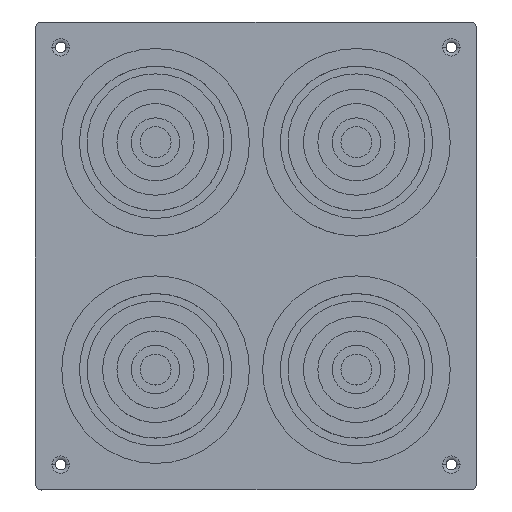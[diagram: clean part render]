
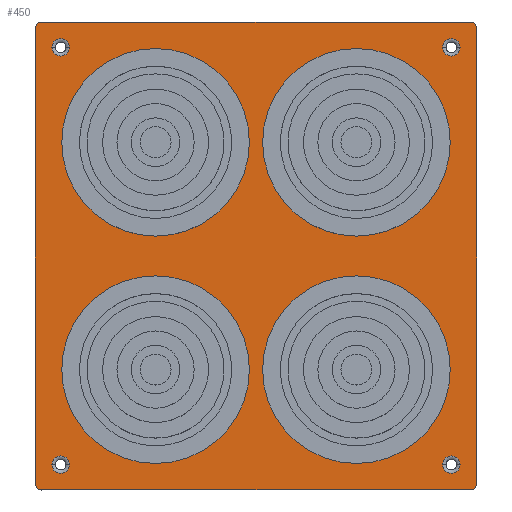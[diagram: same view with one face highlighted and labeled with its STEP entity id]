
A CAD part, top view. The second image highlights one B-rep face of the part: STEP entity #450.
In plain terms, the highlighted planar face has unit normal (0, 0, 1).
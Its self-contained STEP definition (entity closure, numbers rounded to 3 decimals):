
#450=ADVANCED_FACE('',(#987,#988,#989,#990,#991,#992,#993,#994,#995),#996,.F.);
#987=FACE_OUTER_BOUND('',#1708,.T.);
#988=FACE_BOUND('',#1709,.T.);
#989=FACE_BOUND('',#1710,.T.);
#990=FACE_BOUND('',#1711,.T.);
#991=FACE_BOUND('',#1712,.T.);
#992=FACE_BOUND('',#1713,.T.);
#993=FACE_BOUND('',#1714,.T.);
#994=FACE_BOUND('',#1715,.T.);
#995=FACE_BOUND('',#1716,.T.);
#996=PLANE('',#1717);
#1708=EDGE_LOOP('',(#2637,#2638,#2639,#2640,#2641,#2642,#2643,#2644));
#1709=EDGE_LOOP('',(#2645,#2646,#2647));
#1710=EDGE_LOOP('',(#2648,#2649,#2650));
#1711=EDGE_LOOP('',(#2651,#2652,#2653));
#1712=EDGE_LOOP('',(#2654,#2655,#2656));
#1713=EDGE_LOOP('',(#2657,#2658));
#1714=EDGE_LOOP('',(#2659,#2660));
#1715=EDGE_LOOP('',(#2661,#2662));
#1716=EDGE_LOOP('',(#2663,#2664));
#1717=AXIS2_PLACEMENT_3D('',#2665,#2666,#2667);
#2637=ORIENTED_EDGE('',*,*,#4209,.F.);
#2638=ORIENTED_EDGE('',*,*,#4214,.F.);
#2639=ORIENTED_EDGE('',*,*,#4218,.F.);
#2640=ORIENTED_EDGE('',*,*,#4222,.F.);
#2641=ORIENTED_EDGE('',*,*,#4226,.F.);
#2642=ORIENTED_EDGE('',*,*,#4230,.F.);
#2643=ORIENTED_EDGE('',*,*,#4234,.F.);
#2644=ORIENTED_EDGE('',*,*,#4237,.F.);
#2645=ORIENTED_EDGE('',*,*,#4156,.T.);
#2646=ORIENTED_EDGE('',*,*,#4152,.T.);
#2647=ORIENTED_EDGE('',*,*,#4157,.T.);
#2648=ORIENTED_EDGE('',*,*,#4160,.T.);
#2649=ORIENTED_EDGE('',*,*,#4148,.T.);
#2650=ORIENTED_EDGE('',*,*,#4161,.T.);
#2651=ORIENTED_EDGE('',*,*,#4164,.T.);
#2652=ORIENTED_EDGE('',*,*,#4144,.T.);
#2653=ORIENTED_EDGE('',*,*,#4165,.T.);
#2654=ORIENTED_EDGE('',*,*,#4168,.T.);
#2655=ORIENTED_EDGE('',*,*,#4140,.T.);
#2656=ORIENTED_EDGE('',*,*,#4169,.T.);
#2657=ORIENTED_EDGE('',*,*,#4097,.T.);
#2658=ORIENTED_EDGE('',*,*,#4195,.T.);
#2659=ORIENTED_EDGE('',*,*,#4092,.T.);
#2660=ORIENTED_EDGE('',*,*,#4198,.T.);
#2661=ORIENTED_EDGE('',*,*,#4087,.T.);
#2662=ORIENTED_EDGE('',*,*,#4201,.T.);
#2663=ORIENTED_EDGE('',*,*,#4082,.T.);
#2664=ORIENTED_EDGE('',*,*,#4204,.T.);
#2665=CARTESIAN_POINT('',(100.0,106.0,16.5));
#2666=DIRECTION('',(0.0,0.0,-1.0));
#2667=DIRECTION('',(0.0,-1.0,0.0));
#4082=EDGE_CURVE('',#4767,#4771,#4773,.T.);
#4087=EDGE_CURVE('',#4776,#4780,#4782,.T.);
#4092=EDGE_CURVE('',#4785,#4789,#4791,.T.);
#4097=EDGE_CURVE('',#4794,#4798,#4800,.T.);
#4140=EDGE_CURVE('',#4876,#4874,#4877,.T.);
#4144=EDGE_CURVE('',#4882,#4880,#4883,.T.);
#4148=EDGE_CURVE('',#4888,#4886,#4889,.T.);
#4152=EDGE_CURVE('',#4894,#4892,#4895,.T.);
#4156=EDGE_CURVE('',#4899,#4894,#4900,.T.);
#4157=EDGE_CURVE('',#4892,#4899,#4901,.T.);
#4160=EDGE_CURVE('',#4904,#4888,#4905,.T.);
#4161=EDGE_CURVE('',#4886,#4904,#4906,.T.);
#4164=EDGE_CURVE('',#4909,#4882,#4910,.T.);
#4165=EDGE_CURVE('',#4880,#4909,#4911,.T.);
#4168=EDGE_CURVE('',#4914,#4876,#4915,.T.);
#4169=EDGE_CURVE('',#4874,#4914,#4916,.T.);
#4195=EDGE_CURVE('',#4798,#4794,#4942,.T.);
#4198=EDGE_CURVE('',#4789,#4785,#4945,.T.);
#4201=EDGE_CURVE('',#4780,#4776,#4948,.T.);
#4204=EDGE_CURVE('',#4771,#4767,#4951,.T.);
#4209=EDGE_CURVE('',#4957,#4959,#4960,.T.);
#4214=EDGE_CURVE('',#4965,#4957,#4967,.T.);
#4218=EDGE_CURVE('',#4971,#4965,#4973,.T.);
#4222=EDGE_CURVE('',#4977,#4971,#4979,.T.);
#4226=EDGE_CURVE('',#4983,#4977,#4985,.T.);
#4230=EDGE_CURVE('',#4989,#4983,#4991,.T.);
#4234=EDGE_CURVE('',#4995,#4989,#4997,.T.);
#4237=EDGE_CURVE('',#4959,#4995,#5000,.T.);
#4767=VERTEX_POINT('',#5762);
#4771=VERTEX_POINT('',#5767);
#4773=CIRCLE('',#5770,36.5);
#4776=VERTEX_POINT('',#5773);
#4780=VERTEX_POINT('',#5778);
#4782=CIRCLE('',#5781,36.5);
#4785=VERTEX_POINT('',#5784);
#4789=VERTEX_POINT('',#5789);
#4791=CIRCLE('',#5792,36.5);
#4794=VERTEX_POINT('',#5795);
#4798=VERTEX_POINT('',#5800);
#4800=CIRCLE('',#5803,36.5);
#4874=VERTEX_POINT('',#5893);
#4876=VERTEX_POINT('',#5895);
#4877=CIRCLE('',#5896,3.95);
#4880=VERTEX_POINT('',#5899);
#4882=VERTEX_POINT('',#5901);
#4883=CIRCLE('',#5902,3.95);
#4886=VERTEX_POINT('',#5905);
#4888=VERTEX_POINT('',#5907);
#4889=CIRCLE('',#5908,3.95);
#4892=VERTEX_POINT('',#5911);
#4894=VERTEX_POINT('',#5913);
#4895=CIRCLE('',#5914,3.95);
#4899=VERTEX_POINT('',#5918);
#4900=CIRCLE('',#5919,3.95);
#4901=CIRCLE('',#5920,3.95);
#4904=VERTEX_POINT('',#5923);
#4905=CIRCLE('',#5924,3.95);
#4906=CIRCLE('',#5925,3.95);
#4909=VERTEX_POINT('',#5928);
#4910=CIRCLE('',#5929,3.95);
#4911=CIRCLE('',#5930,3.95);
#4914=VERTEX_POINT('',#5933);
#4915=CIRCLE('',#5934,3.95);
#4916=CIRCLE('',#5935,3.95);
#4942=CIRCLE('',#5961,36.5);
#4945=CIRCLE('',#5964,36.5);
#4948=CIRCLE('',#5967,36.5);
#4951=CIRCLE('',#5970,36.5);
#4957=VERTEX_POINT('',#5977);
#4959=VERTEX_POINT('',#5980);
#4960=LINE('',#5981,#5982);
#4965=VERTEX_POINT('',#5988);
#4967=CIRCLE('',#5991,3.0);
#4971=VERTEX_POINT('',#5996);
#4973=LINE('',#5999,#6000);
#4977=VERTEX_POINT('',#6004);
#4979=CIRCLE('',#6007,3.);
#4983=VERTEX_POINT('',#6012);
#4985=LINE('',#6015,#6016);
#4989=VERTEX_POINT('',#6020);
#4991=CIRCLE('',#6023,3.);
#4995=VERTEX_POINT('',#6028);
#4997=LINE('',#6031,#6032);
#5000=CIRCLE('',#6035,3.);
#5762=CARTESIAN_POINT('',(18.0,54.5,16.5));
#5767=CARTESIAN_POINT('',(91.0,54.5,16.5));
#5770=AXIS2_PLACEMENT_3D('',#6904,#6905,#6906);
#5773=CARTESIAN_POINT('',(18.0,157.5,16.5));
#5778=CARTESIAN_POINT('',(91.0,157.5,16.5));
#5781=AXIS2_PLACEMENT_3D('',#6912,#6913,#6914);
#5784=CARTESIAN_POINT('',(109.0,54.5,16.5));
#5789=CARTESIAN_POINT('',(182.0,54.5,16.5));
#5792=AXIS2_PLACEMENT_3D('',#6920,#6921,#6922);
#5795=CARTESIAN_POINT('',(109.0,157.5,16.5));
#5800=CARTESIAN_POINT('',(182.0,157.5,16.5));
#5803=AXIS2_PLACEMENT_3D('',#6928,#6929,#6930);
#5893=CARTESIAN_POINT('',(192.45,11.5,16.5));
#5895=CARTESIAN_POINT('',(184.55,11.5,16.5));
#5896=AXIS2_PLACEMENT_3D('',#6998,#6999,#7000);
#5899=CARTESIAN_POINT('',(15.45,11.5,16.5));
#5901=CARTESIAN_POINT('',(7.55,11.5,16.5));
#5902=AXIS2_PLACEMENT_3D('',#7007,#7008,#7009);
#5905=CARTESIAN_POINT('',(192.45,200.5,16.5));
#5907=CARTESIAN_POINT('',(184.55,200.5,16.5));
#5908=AXIS2_PLACEMENT_3D('',#7016,#7017,#7018);
#5911=CARTESIAN_POINT('',(15.45,200.5,16.5));
#5913=CARTESIAN_POINT('',(7.55,200.5,16.5));
#5914=AXIS2_PLACEMENT_3D('',#7025,#7026,#7027);
#5918=CARTESIAN_POINT('',(11.5,196.55,16.5));
#5919=AXIS2_PLACEMENT_3D('',#7034,#7035,#7036);
#5920=AXIS2_PLACEMENT_3D('',#7037,#7038,#7039);
#5923=CARTESIAN_POINT('',(188.5,196.55,16.5));
#5924=AXIS2_PLACEMENT_3D('',#7043,#7044,#7045);
#5925=AXIS2_PLACEMENT_3D('',#7046,#7047,#7048);
#5928=CARTESIAN_POINT('',(11.5,7.55,16.5));
#5929=AXIS2_PLACEMENT_3D('',#7052,#7053,#7054);
#5930=AXIS2_PLACEMENT_3D('',#7055,#7056,#7057);
#5933=CARTESIAN_POINT('',(188.5,7.55,16.5));
#5934=AXIS2_PLACEMENT_3D('',#7061,#7062,#7063);
#5935=AXIS2_PLACEMENT_3D('',#7064,#7065,#7066);
#5961=AXIS2_PLACEMENT_3D('',#7103,#7104,#7105);
#5964=AXIS2_PLACEMENT_3D('',#7109,#7110,#7111);
#5967=AXIS2_PLACEMENT_3D('',#7115,#7116,#7117);
#5970=AXIS2_PLACEMENT_3D('',#7121,#7122,#7123);
#5977=CARTESIAN_POINT('',(0.,3.,16.5));
#5980=CARTESIAN_POINT('',(0.0,209.0,16.5));
#5981=CARTESIAN_POINT('',(0.0,106.0,16.5));
#5982=VECTOR('',#7129,1.0);
#5988=CARTESIAN_POINT('',(3.0,0.0,16.5));
#5991=AXIS2_PLACEMENT_3D('',#7135,#7136,#7137);
#5996=CARTESIAN_POINT('',(197.,0.,16.5));
#5999=CARTESIAN_POINT('',(197.0,0.0,16.5));
#6000=VECTOR('',#7140,1.0);
#6004=CARTESIAN_POINT('',(200.0,3.0,16.5));
#6007=AXIS2_PLACEMENT_3D('',#7145,#7146,#7147);
#6012=CARTESIAN_POINT('',(200.,209.,16.5));
#6015=CARTESIAN_POINT('',(200.0,209.0,16.5));
#6016=VECTOR('',#7150,1.0);
#6020=CARTESIAN_POINT('',(197.0,212.0,16.5));
#6023=AXIS2_PLACEMENT_3D('',#7155,#7156,#7157);
#6028=CARTESIAN_POINT('',(3.,212.,16.5));
#6031=CARTESIAN_POINT('',(3.0,212.0,16.5));
#6032=VECTOR('',#7160,1.0);
#6035=AXIS2_PLACEMENT_3D('',#7164,#7165,#7166);
#6904=CARTESIAN_POINT('',(54.5,54.5,16.5));
#6905=DIRECTION('',(0.0,0.0,-1.0));
#6906=DIRECTION('',(-1.0,0.0,0.0));
#6912=CARTESIAN_POINT('',(54.5,157.5,16.5));
#6913=DIRECTION('',(0.0,0.0,-1.0));
#6914=DIRECTION('',(-1.0,0.0,0.0));
#6920=CARTESIAN_POINT('',(145.5,54.5,16.5));
#6921=DIRECTION('',(0.0,0.0,-1.0));
#6922=DIRECTION('',(-1.0,0.0,0.0));
#6928=CARTESIAN_POINT('',(145.5,157.5,16.5));
#6929=DIRECTION('',(0.0,0.0,-1.0));
#6930=DIRECTION('',(-1.0,0.0,0.0));
#6998=CARTESIAN_POINT('',(188.5,11.5,16.5));
#6999=DIRECTION('',(0.0,0.0,-1.0));
#7000=DIRECTION('',(0.0,-1.0,0.0));
#7007=CARTESIAN_POINT('',(11.5,11.5,16.5));
#7008=DIRECTION('',(0.0,0.0,-1.0));
#7009=DIRECTION('',(0.0,-1.0,0.0));
#7016=CARTESIAN_POINT('',(188.5,200.5,16.5));
#7017=DIRECTION('',(0.0,0.0,-1.0));
#7018=DIRECTION('',(0.0,-1.0,0.0));
#7025=CARTESIAN_POINT('',(11.5,200.5,16.5));
#7026=DIRECTION('',(0.0,0.0,-1.0));
#7027=DIRECTION('',(0.0,-1.0,0.0));
#7034=CARTESIAN_POINT('',(11.5,200.5,16.5));
#7035=DIRECTION('',(0.0,0.0,-1.0));
#7036=DIRECTION('',(0.0,-1.0,0.0));
#7037=CARTESIAN_POINT('',(11.5,200.5,16.5));
#7038=DIRECTION('',(0.0,0.0,-1.0));
#7039=DIRECTION('',(0.0,-1.0,0.0));
#7043=CARTESIAN_POINT('',(188.5,200.5,16.5));
#7044=DIRECTION('',(0.0,0.0,-1.0));
#7045=DIRECTION('',(0.0,-1.0,0.0));
#7046=CARTESIAN_POINT('',(188.5,200.5,16.5));
#7047=DIRECTION('',(0.0,0.0,-1.0));
#7048=DIRECTION('',(0.0,-1.0,0.0));
#7052=CARTESIAN_POINT('',(11.5,11.5,16.5));
#7053=DIRECTION('',(0.0,0.0,-1.0));
#7054=DIRECTION('',(0.0,-1.0,0.0));
#7055=CARTESIAN_POINT('',(11.5,11.5,16.5));
#7056=DIRECTION('',(0.0,0.0,-1.0));
#7057=DIRECTION('',(0.0,-1.0,0.0));
#7061=CARTESIAN_POINT('',(188.5,11.5,16.5));
#7062=DIRECTION('',(0.0,0.0,-1.0));
#7063=DIRECTION('',(0.0,-1.0,0.0));
#7064=CARTESIAN_POINT('',(188.5,11.5,16.5));
#7065=DIRECTION('',(0.0,0.0,-1.0));
#7066=DIRECTION('',(0.0,-1.0,0.0));
#7103=CARTESIAN_POINT('',(145.5,157.5,16.5));
#7104=DIRECTION('',(0.0,0.0,-1.0));
#7105=DIRECTION('',(-1.0,0.0,0.0));
#7109=CARTESIAN_POINT('',(145.5,54.5,16.5));
#7110=DIRECTION('',(0.0,0.0,-1.0));
#7111=DIRECTION('',(-1.0,0.0,0.0));
#7115=CARTESIAN_POINT('',(54.5,157.5,16.5));
#7116=DIRECTION('',(0.0,0.0,-1.0));
#7117=DIRECTION('',(-1.0,0.0,0.0));
#7121=CARTESIAN_POINT('',(54.5,54.5,16.5));
#7122=DIRECTION('',(0.0,0.0,-1.0));
#7123=DIRECTION('',(-1.0,0.0,0.0));
#7129=DIRECTION('',(0.0,1.0,0.0));
#7135=CARTESIAN_POINT('',(3.,3.,16.5));
#7136=DIRECTION('',(-0.0,0.0,-1.0));
#7137=DIRECTION('',(0.,-1.0,0.0));
#7140=DIRECTION('',(-1.0,0.0,0.0));
#7145=CARTESIAN_POINT('',(197.,3.,16.5));
#7146=DIRECTION('',(0.0,0.0,-1.0));
#7147=DIRECTION('',(1.0,0.,0.0));
#7150=DIRECTION('',(0.0,-1.0,0.0));
#7155=CARTESIAN_POINT('',(197.,209.,16.5));
#7156=DIRECTION('',(0.0,0.0,-1.0));
#7157=DIRECTION('',(0.,1.0,0.0));
#7160=DIRECTION('',(1.0,0.0,0.0));
#7164=CARTESIAN_POINT('',(3.,209.,16.5));
#7165=DIRECTION('',(0.0,0.0,-1.0));
#7166=DIRECTION('',(-1.0,0.,0.0));
